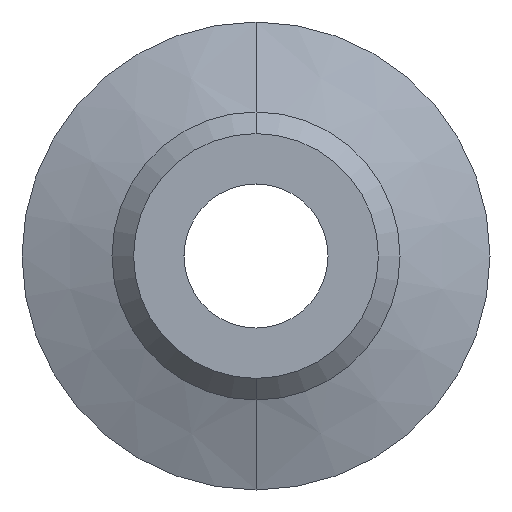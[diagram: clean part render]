
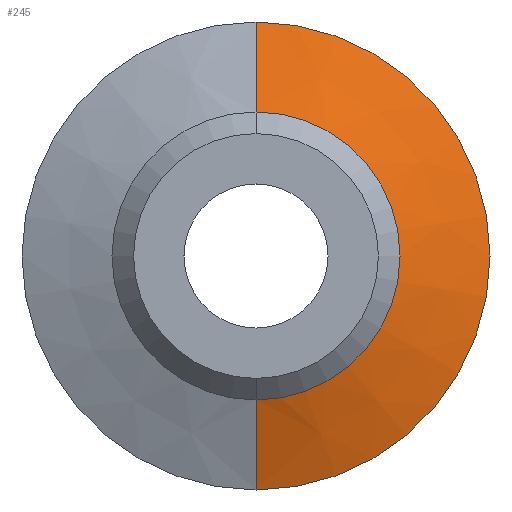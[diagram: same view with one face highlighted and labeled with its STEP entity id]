
A CAD part, front view. The second image highlights one B-rep face of the part: STEP entity #245.
In plain terms, the highlighted conical face has half-angle 70 degrees and reference radius 2 mm.
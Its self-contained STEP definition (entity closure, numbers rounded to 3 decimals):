
#7 = LINE ( 'NONE', #16, #15 ) ;
#8 = DIRECTION ( 'NONE',  ( 0., 0., -1. ) ) ;
#9 = DIRECTION ( 'NONE',  ( 0., -1., 0. ) ) ;
#10 = CARTESIAN_POINT ( 'NONE',  ( 0., 15.455, 0. ) ) ;
#11 = AXIS2_PLACEMENT_3D ( 'NONE', #10, #9, #8 ) ;
#14 = DIRECTION ( 'NONE',  ( 0., 0.342, -0.94 ) ) ;
#15 = VECTOR ( 'NONE', #14, 1000. ) ;
#16 = CARTESIAN_POINT ( 'NONE',  ( 0., 15., -2. ) ) ;
#53 = CIRCLE ( 'NONE', #11, 3.25 ) ;
#243 = ORIENTED_EDGE ( 'NONE', *, *, #255, .F. ) ;
#244 = VERTEX_POINT ( 'NONE', #442 ) ;
#245 = ADVANCED_FACE ( 'NONE', ( #460 ), #459, .T. ) ;
#246 = EDGE_LOOP ( 'NONE', ( #353, #352, #256, #243 ) ) ;
#247 = VERTEX_POINT ( 'NONE', #455 ) ;
#248 = VERTEX_POINT ( 'NONE', #450 ) ;
#250 = VERTEX_POINT ( 'NONE', #466 ) ;
#255 = EDGE_CURVE ( 'NONE', #244, #247, #428, .T. ) ;
#256 = ORIENTED_EDGE ( 'NONE', *, *, #350, .T. ) ;
#261 = EDGE_CURVE ( 'NONE', #248, #244, #440, .T. ) ;
#350 = EDGE_CURVE ( 'NONE', #250, #247, #53, .T. ) ;
#352 = ORIENTED_EDGE ( 'NONE', *, *, #354, .T. ) ;
#353 = ORIENTED_EDGE ( 'NONE', *, *, #261, .F. ) ;
#354 = EDGE_CURVE ( 'NONE', #248, #250, #7, .T. ) ;
#425 = DIRECTION ( 'NONE',  ( 0., 0.342, 0.94 ) ) ;
#426 = VECTOR ( 'NONE', #425, 1000. ) ;
#427 = CARTESIAN_POINT ( 'NONE',  ( 0., 15., 2. ) ) ;
#428 = LINE ( 'NONE', #427, #426 ) ;
#436 = DIRECTION ( 'NONE',  ( 0., 0., -1. ) ) ;
#437 = DIRECTION ( 'NONE',  ( 0., -1., 0. ) ) ;
#438 = CARTESIAN_POINT ( 'NONE',  ( 0., 15., 0. ) ) ;
#439 = AXIS2_PLACEMENT_3D ( 'NONE', #438, #437, #436 ) ;
#440 = CIRCLE ( 'NONE', #439, 2. ) ;
#442 = CARTESIAN_POINT ( 'NONE',  ( 0., 15., 2. ) ) ;
#450 = CARTESIAN_POINT ( 'NONE',  ( 0., 15., -2. ) ) ;
#451 = DIRECTION ( 'NONE',  ( 0., 0., 1. ) ) ;
#452 = DIRECTION ( 'NONE',  ( 0., 1., 0. ) ) ;
#453 = CARTESIAN_POINT ( 'NONE',  ( 0., 15., 0. ) ) ;
#454 = AXIS2_PLACEMENT_3D ( 'NONE', #453, #452, #451 ) ;
#455 = CARTESIAN_POINT ( 'NONE',  ( 0., 15.455, 3.25 ) ) ;
#459 = CONICAL_SURFACE ( 'NONE', #454, 2., 1.222 ) ;
#460 = FACE_OUTER_BOUND ( 'NONE', #246, .T. ) ;
#466 = CARTESIAN_POINT ( 'NONE',  ( 0., 15.455, -3.25 ) ) ;
